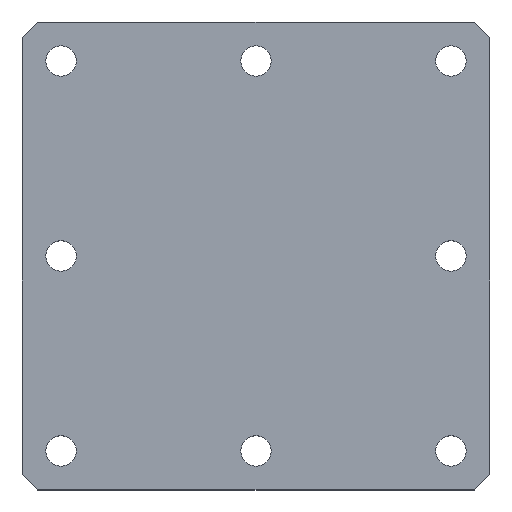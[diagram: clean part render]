
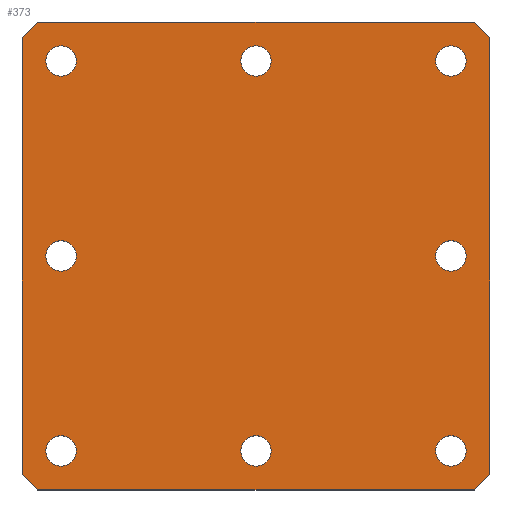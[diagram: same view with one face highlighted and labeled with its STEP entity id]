
A CAD part, top view. The second image highlights one B-rep face of the part: STEP entity #373.
In plain terms, the highlighted planar face has unit normal (0, 0, 1).
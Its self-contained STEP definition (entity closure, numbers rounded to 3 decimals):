
#15=FACE_BOUND('',#76,.T.);
#16=FACE_BOUND('',#77,.T.);
#17=FACE_BOUND('',#78,.T.);
#18=FACE_BOUND('',#79,.T.);
#19=FACE_BOUND('',#80,.T.);
#20=FACE_BOUND('',#81,.T.);
#21=FACE_BOUND('',#82,.T.);
#22=FACE_BOUND('',#83,.T.);
#39=PLANE('',#427);
#57=FACE_OUTER_BOUND('',#75,.T.);
#75=EDGE_LOOP('',(#317,#318,#319,#320,#321,#322,#323,#324));
#76=EDGE_LOOP('',(#325));
#77=EDGE_LOOP('',(#326));
#78=EDGE_LOOP('',(#327));
#79=EDGE_LOOP('',(#328));
#80=EDGE_LOOP('',(#329));
#81=EDGE_LOOP('',(#330));
#82=EDGE_LOOP('',(#331));
#83=EDGE_LOOP('',(#332));
#103=LINE('',#587,#135);
#106=LINE('',#593,#138);
#109=LINE('',#599,#141);
#112=LINE('',#605,#144);
#115=LINE('',#611,#147);
#118=LINE('',#617,#150);
#121=LINE('',#623,#153);
#124=LINE('',#627,#156);
#135=VECTOR('',#491,10.);
#138=VECTOR('',#496,10.);
#141=VECTOR('',#501,10.);
#144=VECTOR('',#506,10.);
#147=VECTOR('',#511,10.);
#150=VECTOR('',#516,10.);
#153=VECTOR('',#521,10.);
#156=VECTOR('',#526,10.);
#157=CIRCLE('',#396,1.95);
#159=CIRCLE('',#399,1.95);
#161=CIRCLE('',#402,1.95);
#163=CIRCLE('',#405,1.95);
#165=CIRCLE('',#408,1.95);
#167=CIRCLE('',#411,1.95);
#169=CIRCLE('',#414,1.95);
#171=CIRCLE('',#417,1.95);
#173=VERTEX_POINT('',#533);
#175=VERTEX_POINT('',#539);
#177=VERTEX_POINT('',#545);
#179=VERTEX_POINT('',#551);
#181=VERTEX_POINT('',#557);
#183=VERTEX_POINT('',#563);
#185=VERTEX_POINT('',#569);
#187=VERTEX_POINT('',#575);
#191=VERTEX_POINT('',#584);
#192=VERTEX_POINT('',#586);
#194=VERTEX_POINT('',#592);
#196=VERTEX_POINT('',#598);
#198=VERTEX_POINT('',#604);
#200=VERTEX_POINT('',#610);
#202=VERTEX_POINT('',#616);
#204=VERTEX_POINT('',#622);
#205=EDGE_CURVE('',#173,#173,#157,.T.);
#208=EDGE_CURVE('',#175,#175,#159,.T.);
#211=EDGE_CURVE('',#177,#177,#161,.T.);
#214=EDGE_CURVE('',#179,#179,#163,.T.);
#217=EDGE_CURVE('',#181,#181,#165,.T.);
#220=EDGE_CURVE('',#183,#183,#167,.T.);
#223=EDGE_CURVE('',#185,#185,#169,.T.);
#226=EDGE_CURVE('',#187,#187,#171,.T.);
#231=EDGE_CURVE('',#192,#191,#103,.T.);
#234=EDGE_CURVE('',#194,#192,#106,.T.);
#237=EDGE_CURVE('',#196,#194,#109,.T.);
#240=EDGE_CURVE('',#198,#196,#112,.T.);
#243=EDGE_CURVE('',#200,#198,#115,.T.);
#246=EDGE_CURVE('',#202,#200,#118,.T.);
#249=EDGE_CURVE('',#204,#202,#121,.T.);
#252=EDGE_CURVE('',#191,#204,#124,.T.);
#317=ORIENTED_EDGE('',*,*,#252,.T.);
#318=ORIENTED_EDGE('',*,*,#249,.T.);
#319=ORIENTED_EDGE('',*,*,#246,.T.);
#320=ORIENTED_EDGE('',*,*,#243,.T.);
#321=ORIENTED_EDGE('',*,*,#240,.T.);
#322=ORIENTED_EDGE('',*,*,#237,.T.);
#323=ORIENTED_EDGE('',*,*,#234,.T.);
#324=ORIENTED_EDGE('',*,*,#231,.T.);
#325=ORIENTED_EDGE('',*,*,#205,.T.);
#326=ORIENTED_EDGE('',*,*,#208,.T.);
#327=ORIENTED_EDGE('',*,*,#211,.T.);
#328=ORIENTED_EDGE('',*,*,#214,.T.);
#329=ORIENTED_EDGE('',*,*,#217,.T.);
#330=ORIENTED_EDGE('',*,*,#220,.T.);
#331=ORIENTED_EDGE('',*,*,#223,.T.);
#332=ORIENTED_EDGE('',*,*,#226,.T.);
#373=ADVANCED_FACE('',(#57,#15,#16,#17,#18,#19,#20,#21,#22),#39,.T.);
#396=AXIS2_PLACEMENT_3D('',#534,#433,#434);
#399=AXIS2_PLACEMENT_3D('',#540,#440,#441);
#402=AXIS2_PLACEMENT_3D('',#546,#447,#448);
#405=AXIS2_PLACEMENT_3D('',#552,#454,#455);
#408=AXIS2_PLACEMENT_3D('',#558,#461,#462);
#411=AXIS2_PLACEMENT_3D('',#564,#468,#469);
#414=AXIS2_PLACEMENT_3D('',#570,#475,#476);
#417=AXIS2_PLACEMENT_3D('',#576,#482,#483);
#427=AXIS2_PLACEMENT_3D('',#628,#527,#528);
#433=DIRECTION('center_axis',(0.,0.,-1.));
#434=DIRECTION('ref_axis',(1.,0.,0.));
#440=DIRECTION('center_axis',(0.,0.,-1.));
#441=DIRECTION('ref_axis',(1.,0.,0.));
#447=DIRECTION('center_axis',(0.,0.,-1.));
#448=DIRECTION('ref_axis',(1.,0.,0.));
#454=DIRECTION('center_axis',(0.,0.,-1.));
#455=DIRECTION('ref_axis',(1.,0.,0.));
#461=DIRECTION('center_axis',(0.,0.,-1.));
#462=DIRECTION('ref_axis',(1.,0.,0.));
#468=DIRECTION('center_axis',(0.,0.,-1.));
#469=DIRECTION('ref_axis',(1.,0.,0.));
#475=DIRECTION('center_axis',(0.,0.,-1.));
#476=DIRECTION('ref_axis',(1.,0.,0.));
#482=DIRECTION('center_axis',(0.,0.,-1.));
#483=DIRECTION('ref_axis',(1.,0.,0.));
#491=DIRECTION('',(-1.,0.,0.));
#496=DIRECTION('',(-0.707,0.707,0.));
#501=DIRECTION('',(0.,1.,0.));
#506=DIRECTION('',(0.707,0.707,0.));
#511=DIRECTION('',(1.,0.,0.));
#516=DIRECTION('',(0.707,-0.707,0.));
#521=DIRECTION('',(0.,-1.,0.));
#526=DIRECTION('',(-0.707,-0.707,0.));
#527=DIRECTION('center_axis',(0.,0.,1.));
#528=DIRECTION('ref_axis',(1.,0.,0.));
#533=CARTESIAN_POINT('',(-1.95,25.,6.));
#534=CARTESIAN_POINT('Origin',(0.,25.,6.));
#539=CARTESIAN_POINT('',(-26.95,0.,6.));
#540=CARTESIAN_POINT('Origin',(-25.,0.,6.));
#545=CARTESIAN_POINT('',(-26.95,-25.,6.));
#546=CARTESIAN_POINT('Origin',(-25.,-25.,6.));
#551=CARTESIAN_POINT('',(23.05,25.,6.));
#552=CARTESIAN_POINT('Origin',(25.,25.,6.));
#557=CARTESIAN_POINT('',(23.05,-25.,6.));
#558=CARTESIAN_POINT('Origin',(25.,-25.,6.));
#563=CARTESIAN_POINT('',(-26.95,25.,6.));
#564=CARTESIAN_POINT('Origin',(-25.,25.,6.));
#569=CARTESIAN_POINT('',(23.05,0.,6.));
#570=CARTESIAN_POINT('Origin',(25.,0.,6.));
#575=CARTESIAN_POINT('',(-1.95,-25.,6.));
#576=CARTESIAN_POINT('Origin',(0.,-25.,6.));
#584=CARTESIAN_POINT('',(-28.,30.,6.));
#586=CARTESIAN_POINT('',(28.,30.,6.));
#587=CARTESIAN_POINT('',(28.,30.,6.));
#592=CARTESIAN_POINT('',(30.,28.,6.));
#593=CARTESIAN_POINT('',(30.,28.,6.));
#598=CARTESIAN_POINT('',(30.,-28.,6.));
#599=CARTESIAN_POINT('',(30.,-28.,6.));
#604=CARTESIAN_POINT('',(28.,-30.,6.));
#605=CARTESIAN_POINT('',(28.,-30.,6.));
#610=CARTESIAN_POINT('',(-28.,-30.,6.));
#611=CARTESIAN_POINT('',(-28.,-30.,6.));
#616=CARTESIAN_POINT('',(-30.,-28.,6.));
#617=CARTESIAN_POINT('',(-30.,-28.,6.));
#622=CARTESIAN_POINT('',(-30.,28.,6.));
#623=CARTESIAN_POINT('',(-30.,28.,6.));
#627=CARTESIAN_POINT('',(-28.,30.,6.));
#628=CARTESIAN_POINT('Origin',(0.,0.,6.));
